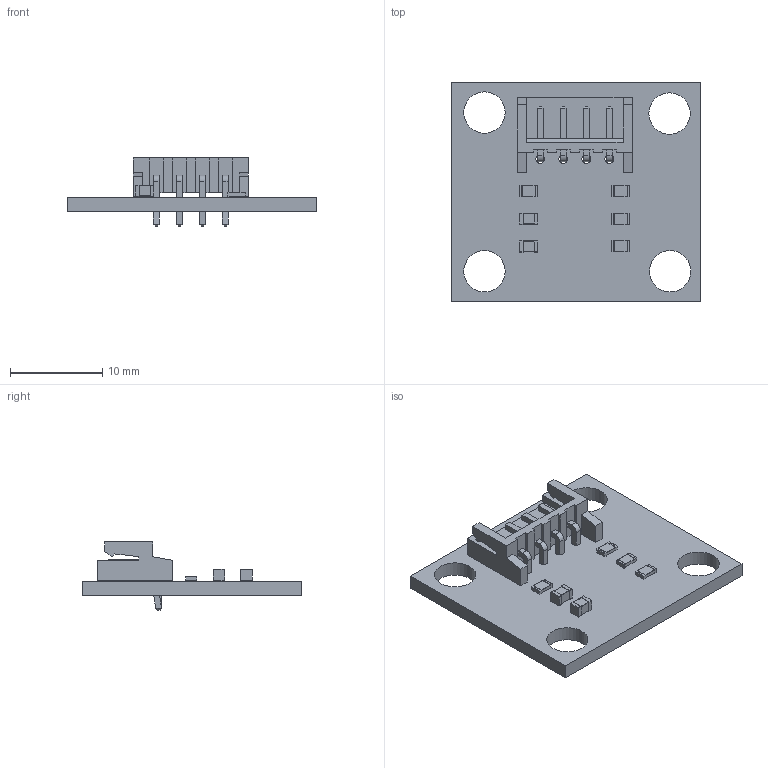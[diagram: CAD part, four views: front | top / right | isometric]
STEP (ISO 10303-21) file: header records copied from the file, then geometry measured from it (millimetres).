
FILE_DESCRIPTION(('KiCad electronic assembly'),'2;1');
FILE_NAME('IMU_Ava.step','2024-11-07T18:51:28',('Pcbnew'),('Kicad'), 'Open CASCADE STEP processor 7.7','KiCad to STEP converter','Unknown' );
FILE_SCHEMA(('AUTOMOTIVE_DESIGN { 1 0 10303 214 1 1 1 1 }'));
Length unit declared in the file: millimetre
Products named in the file (8): IMU_Ava 1; R_0805_2012Metric; C_0805_2012Metric; JST_EH_S4B-EH_1x04_P2.50mm_Horizontal; JST_S4B_EH; IMU_Ava_PCB
Assembly tree (11 placements, depth 3):
  IMU_Ava 1
    R_0805_2012Metric  x4
      R_0805_2012Metric
    C_0805_2012Metric  x2
      C_0805_2012Metric
    JST_EH_S4B-EH_1x04_P2.50mm_Horizontal
      JST_S4B_EH
    IMU_Ava_PCB
Bounding box: 27.12 x 23.88 x 7.4 mm (x, y, z)
Volume: 1075.3 mm3; surface area: 1961.5 mm2
Topology: 8 solids, 8 shells, 324 faces, 848 edges, 552 vertices
Faces by surface type: plane 252, cylinder 72
Full cylindrical faces by diameter (mm): 0.95 x4, 4.499 x4
Entity records: 8244 total; most frequent: CARTESIAN_POINT 1174, ORIENTED_EDGE 1144, DIRECTION 1104, EDGE_CURVE 572, LINE 500, VECTOR 500, VERTEX_POINT 372, AXIS2_PLACEMENT_3D 302
